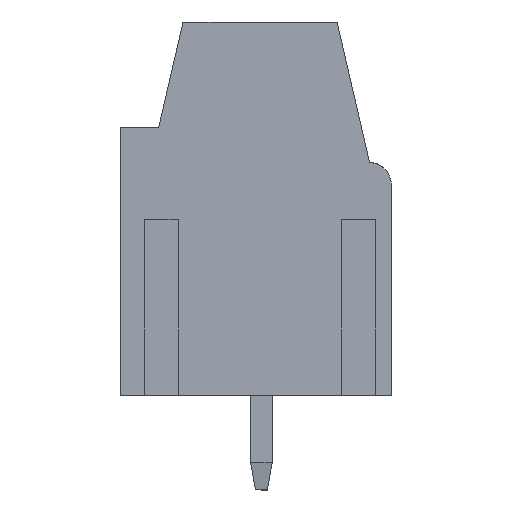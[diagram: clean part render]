
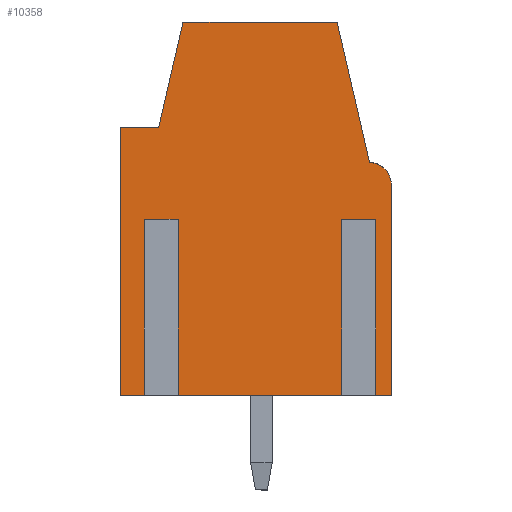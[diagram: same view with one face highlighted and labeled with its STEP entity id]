
A CAD part, left-side view. The second image highlights one B-rep face of the part: STEP entity #10358.
In plain terms, the highlighted planar face has unit normal (-1, 0, 0).
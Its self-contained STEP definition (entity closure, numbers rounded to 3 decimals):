
#10295=AXIS2_PLACEMENT_3D('Plane Axis2P3D',#10292,#10293,#10294) ;
#9342=CARTESIAN_POINT('Vertex',(0.55,0.,3.5)) ;
#9345=CARTESIAN_POINT('Line Origine',(0.55,0.447,3.5)) ;
#9349=CARTESIAN_POINT('Vertex',(0.55,0.894,3.5)) ;
#9370=CARTESIAN_POINT('Vertex',(0.55,1.506,3.5)) ;
#9373=CARTESIAN_POINT('Line Origine',(0.55,4.85,3.5)) ;
#9377=CARTESIAN_POINT('Vertex',(0.55,8.194,3.5)) ;
#9398=CARTESIAN_POINT('Vertex',(0.55,8.806,3.5)) ;
#9401=CARTESIAN_POINT('Line Origine',(0.55,9.403,3.5)) ;
#9405=CARTESIAN_POINT('Vertex',(0.55,10.,3.5)) ;
#9849=CARTESIAN_POINT('Line Origine',(0.55,10.,8.45)) ;
#9853=CARTESIAN_POINT('Vertex',(0.55,10.,13.4)) ;
#9994=CARTESIAN_POINT('Vertex',(0.55,8.6,13.4)) ;
#9997=CARTESIAN_POINT('Line Origine',(0.55,8.15,15.35)) ;
#10001=CARTESIAN_POINT('Vertex',(0.55,7.7,17.3)) ;
#10025=CARTESIAN_POINT('Line Origine',(0.55,4.85,17.3)) ;
#10029=CARTESIAN_POINT('Vertex',(0.55,2.001,17.3)) ;
#10085=CARTESIAN_POINT('Line Origine',(0.55,1.4,14.7)) ;
#10089=CARTESIAN_POINT('Vertex',(0.55,0.8,12.1)) ;
#10110=CARTESIAN_POINT('Control Point',(0.55,0.,11.3)) ;
#10111=CARTESIAN_POINT('Control Point',(0.55,0.,11.614)) ;
#10112=CARTESIAN_POINT('Control Point',(0.55,0.168,11.932)) ;
#10113=CARTESIAN_POINT('Control Point',(0.55,0.486,12.1)) ;
#10114=CARTESIAN_POINT('Control Point',(0.55,0.8,12.1)) ;
#10115=CARTESIAN_POINT('Vertex',(0.55,0.,11.3)) ;
#10135=CARTESIAN_POINT('Line Origine',(0.55,0.,7.4)) ;
#10292=CARTESIAN_POINT('Axis2P3D Location',(0.55,10.,0.)) ;
#10297=CARTESIAN_POINT('Line Origine',(0.55,1.506,6.75)) ;
#10301=CARTESIAN_POINT('Vertex',(0.55,1.506,10.)) ;
#10304=CARTESIAN_POINT('Line Origine',(0.55,1.2,10.)) ;
#10308=CARTESIAN_POINT('Vertex',(0.55,0.894,10.)) ;
#10311=CARTESIAN_POINT('Line Origine',(0.55,0.894,6.75)) ;
#10316=CARTESIAN_POINT('Line Origine',(0.55,9.3,13.4)) ;
#10321=CARTESIAN_POINT('Line Origine',(0.55,8.806,6.75)) ;
#10325=CARTESIAN_POINT('Vertex',(0.55,8.806,10.)) ;
#10328=CARTESIAN_POINT('Line Origine',(0.55,8.5,10.)) ;
#10332=CARTESIAN_POINT('Vertex',(0.55,8.194,10.)) ;
#10335=CARTESIAN_POINT('Line Origine',(0.55,8.194,6.75)) ;
#9346=DIRECTION('Vector Direction',(0.,-1.,0.)) ;
#9374=DIRECTION('Vector Direction',(0.,-1.,0.)) ;
#9402=DIRECTION('Vector Direction',(0.,-1.,0.)) ;
#9850=DIRECTION('Vector Direction',(0.,0.,-1.)) ;
#9998=DIRECTION('Vector Direction',(0.,0.225,-0.974)) ;
#10026=DIRECTION('Vector Direction',(0.,1.,0.)) ;
#10086=DIRECTION('Vector Direction',(0.,0.225,0.974)) ;
#10136=DIRECTION('Vector Direction',(0.,0.,1.)) ;
#10293=DIRECTION('Axis2P3D Direction',(-1.,0.,0.)) ;
#10294=DIRECTION('Axis2P3D XDirection',(0.,1.,0.)) ;
#10298=DIRECTION('Vector Direction',(0.,0.,1.)) ;
#10305=DIRECTION('Vector Direction',(0.,1.,0.)) ;
#10312=DIRECTION('Vector Direction',(0.,0.,1.)) ;
#10317=DIRECTION('Vector Direction',(0.,1.,0.)) ;
#10322=DIRECTION('Vector Direction',(0.,0.,1.)) ;
#10329=DIRECTION('Vector Direction',(0.,1.,0.)) ;
#10336=DIRECTION('Vector Direction',(0.,0.,1.)) ;
#9347=VECTOR('Line Direction',#9346,1.) ;
#9375=VECTOR('Line Direction',#9374,1.) ;
#9403=VECTOR('Line Direction',#9402,1.) ;
#9851=VECTOR('Line Direction',#9850,1.) ;
#9999=VECTOR('Line Direction',#9998,1.) ;
#10027=VECTOR('Line Direction',#10026,1.) ;
#10087=VECTOR('Line Direction',#10086,1.) ;
#10137=VECTOR('Line Direction',#10136,1.) ;
#10299=VECTOR('Line Direction',#10298,1.) ;
#10306=VECTOR('Line Direction',#10305,1.) ;
#10313=VECTOR('Line Direction',#10312,1.) ;
#10318=VECTOR('Line Direction',#10317,1.) ;
#10323=VECTOR('Line Direction',#10322,1.) ;
#10330=VECTOR('Line Direction',#10329,1.) ;
#10337=VECTOR('Line Direction',#10336,1.) ;
#10341=ORIENTED_EDGE('',*,*,#9379,.T.) ;
#10342=ORIENTED_EDGE('',*,*,#10303,.T.) ;
#10343=ORIENTED_EDGE('',*,*,#10310,.F.) ;
#10344=ORIENTED_EDGE('',*,*,#10315,.F.) ;
#10345=ORIENTED_EDGE('',*,*,#9351,.T.) ;
#10346=ORIENTED_EDGE('',*,*,#10139,.T.) ;
#10347=ORIENTED_EDGE('',*,*,#10117,.T.) ;
#10348=ORIENTED_EDGE('',*,*,#10091,.T.) ;
#10349=ORIENTED_EDGE('',*,*,#10031,.T.) ;
#10350=ORIENTED_EDGE('',*,*,#10003,.T.) ;
#10351=ORIENTED_EDGE('',*,*,#10320,.T.) ;
#10352=ORIENTED_EDGE('',*,*,#9855,.T.) ;
#10353=ORIENTED_EDGE('',*,*,#9407,.T.) ;
#10354=ORIENTED_EDGE('',*,*,#10327,.T.) ;
#10355=ORIENTED_EDGE('',*,*,#10334,.F.) ;
#10356=ORIENTED_EDGE('',*,*,#10339,.F.) ;
#10358=ADVANCED_FACE('HOUSING',(#10357),#10296,.T.) ;
#10109=B_SPLINE_CURVE_WITH_KNOTS('',4,(#10110,#10111,#10112,#10113,#10114),.UNSPECIFIED.,.F.,.U.,(5,5),(-0.628,0.628),.UNSPECIFIED.) ;
#9351=EDGE_CURVE('',#9350,#9343,#9348,.T.) ;
#9379=EDGE_CURVE('',#9378,#9371,#9376,.T.) ;
#9407=EDGE_CURVE('',#9406,#9399,#9404,.T.) ;
#9855=EDGE_CURVE('',#9854,#9406,#9852,.T.) ;
#10003=EDGE_CURVE('',#10002,#9995,#10000,.T.) ;
#10031=EDGE_CURVE('',#10030,#10002,#10028,.T.) ;
#10091=EDGE_CURVE('',#10090,#10030,#10088,.T.) ;
#10117=EDGE_CURVE('',#10116,#10090,#10109,.T.) ;
#10139=EDGE_CURVE('',#9343,#10116,#10138,.T.) ;
#10303=EDGE_CURVE('',#9371,#10302,#10300,.T.) ;
#10310=EDGE_CURVE('',#10309,#10302,#10307,.T.) ;
#10315=EDGE_CURVE('',#9350,#10309,#10314,.T.) ;
#10320=EDGE_CURVE('',#9995,#9854,#10319,.T.) ;
#10327=EDGE_CURVE('',#9399,#10326,#10324,.T.) ;
#10334=EDGE_CURVE('',#10333,#10326,#10331,.T.) ;
#10339=EDGE_CURVE('',#9378,#10333,#10338,.T.) ;
#10340=EDGE_LOOP('',(#10341,#10342,#10343,#10344,#10345,#10346,#10347,#10348,#10349,#10350,#10351,#10352,#10353,#10354,#10355,#10356)) ;
#10357=FACE_OUTER_BOUND('',#10340,.T.) ;
#9348=LINE('Line',#9345,#9347) ;
#9376=LINE('Line',#9373,#9375) ;
#9404=LINE('Line',#9401,#9403) ;
#9852=LINE('Line',#9849,#9851) ;
#10000=LINE('Line',#9997,#9999) ;
#10028=LINE('Line',#10025,#10027) ;
#10088=LINE('Line',#10085,#10087) ;
#10138=LINE('Line',#10135,#10137) ;
#10300=LINE('Line',#10297,#10299) ;
#10307=LINE('Line',#10304,#10306) ;
#10314=LINE('Line',#10311,#10313) ;
#10319=LINE('Line',#10316,#10318) ;
#10324=LINE('Line',#10321,#10323) ;
#10331=LINE('Line',#10328,#10330) ;
#10338=LINE('Line',#10335,#10337) ;
#10296=PLANE('',#10295) ;
#9343=VERTEX_POINT('',#9342) ;
#9350=VERTEX_POINT('',#9349) ;
#9371=VERTEX_POINT('',#9370) ;
#9378=VERTEX_POINT('',#9377) ;
#9399=VERTEX_POINT('',#9398) ;
#9406=VERTEX_POINT('',#9405) ;
#9854=VERTEX_POINT('',#9853) ;
#9995=VERTEX_POINT('',#9994) ;
#10002=VERTEX_POINT('',#10001) ;
#10030=VERTEX_POINT('',#10029) ;
#10090=VERTEX_POINT('',#10089) ;
#10116=VERTEX_POINT('',#10115) ;
#10302=VERTEX_POINT('',#10301) ;
#10309=VERTEX_POINT('',#10308) ;
#10326=VERTEX_POINT('',#10325) ;
#10333=VERTEX_POINT('',#10332) ;
